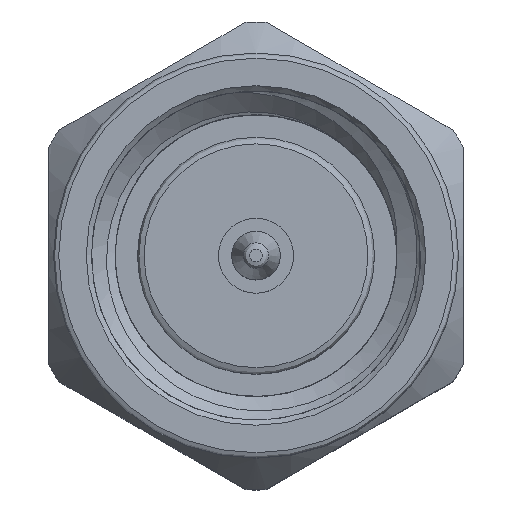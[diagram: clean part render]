
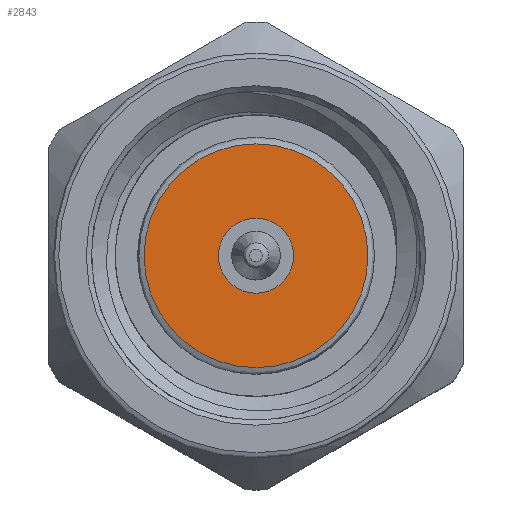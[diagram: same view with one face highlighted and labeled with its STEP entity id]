
A CAD part, top view. The second image highlights one B-rep face of the part: STEP entity #2843.
In plain terms, the highlighted face is planar.
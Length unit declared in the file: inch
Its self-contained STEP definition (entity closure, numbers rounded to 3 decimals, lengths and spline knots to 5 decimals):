
#3 = DIRECTION ( 'NONE',  ( 1., 0., 0. ) ) ;
#245 = FACE_OUTER_BOUND ( 'NONE', #770, .T. ) ;
#465 = CARTESIAN_POINT ( 'NONE',  ( 0.11, 0., -0.085 ) ) ;
#565 = EDGE_CURVE ( 'NONE', #1558, #1558, #3059, .T. ) ;
#644 = FACE_BOUND ( 'NONE', #3961, .T. ) ;
#689 = DIRECTION ( 'NONE',  ( 0., 0., -1. ) ) ;
#725 = AXIS2_PLACEMENT_3D ( 'NONE', #3877, #3830, #1834 ) ;
#770 = EDGE_LOOP ( 'NONE', ( #2849 ) ) ;
#1203 = ORIENTED_EDGE ( 'NONE', *, *, #4318, .F. ) ;
#1558 = VERTEX_POINT ( 'NONE', #465 ) ;
#1677 = CARTESIAN_POINT ( 'NONE',  ( 0.11, 0., -0.0285 ) ) ;
#1834 = DIRECTION ( 'NONE',  ( 0., 0., -1. ) ) ;
#1998 = VERTEX_POINT ( 'NONE', #1677 ) ;
#2001 = DIRECTION ( 'NONE',  ( 0., 0., -1. ) ) ;
#2029 = PLANE ( 'NONE',  #2648 ) ;
#2648 = AXIS2_PLACEMENT_3D ( 'NONE', #3350, #3, #2001 ) ;
#2843 = ADVANCED_FACE ( 'NONE', ( #644, #245 ), #2029, .F. ) ;
#2849 = ORIENTED_EDGE ( 'NONE', *, *, #565, .T. ) ;
#2927 = CIRCLE ( 'NONE', #3500, 0.0285 ) ;
#3059 = CIRCLE ( 'NONE', #725, 0.085 ) ;
#3119 = CARTESIAN_POINT ( 'NONE',  ( 0.11, 0., 0. ) ) ;
#3350 = CARTESIAN_POINT ( 'NONE',  ( 0.11, 0.125, 0. ) ) ;
#3500 = AXIS2_PLACEMENT_3D ( 'NONE', #3119, #3733, #689 ) ;
#3733 = DIRECTION ( 'NONE',  ( -1., 0., 0. ) ) ;
#3830 = DIRECTION ( 'NONE',  ( -1., 0., 0. ) ) ;
#3877 = CARTESIAN_POINT ( 'NONE',  ( 0.11, 0., 0. ) ) ;
#3961 = EDGE_LOOP ( 'NONE', ( #1203 ) ) ;
#4318 = EDGE_CURVE ( 'NONE', #1998, #1998, #2927, .T. ) ;
